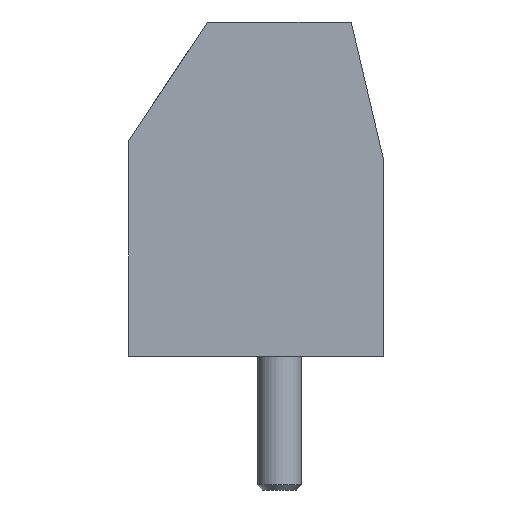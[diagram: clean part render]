
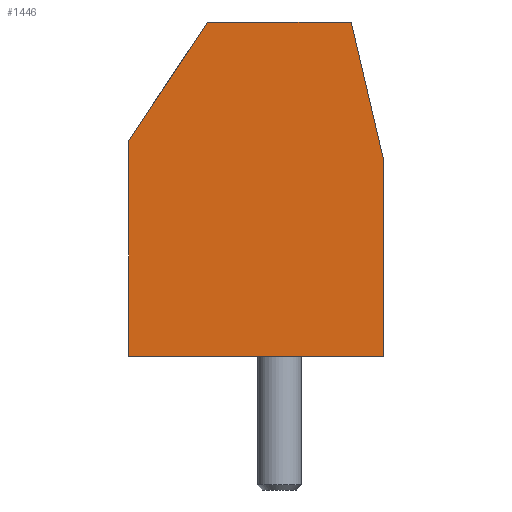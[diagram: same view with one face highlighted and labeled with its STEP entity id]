
A CAD part, left-side view. The second image highlights one B-rep face of the part: STEP entity #1446.
In plain terms, the highlighted planar face has unit normal (-1, 0, 0).
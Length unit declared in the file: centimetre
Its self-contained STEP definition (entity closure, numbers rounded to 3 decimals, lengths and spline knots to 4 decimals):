
#159=VECTOR('',#2164,1.);
#245=VECTOR('',#2387,1.);
#250=VECTOR('',#2399,1.);
#251=VECTOR('',#2401,1.);
#252=VECTOR('',#2402,1.);
#253=VECTOR('',#2403,1.);
#267=LINE('',#1629,#159);
#353=LINE('',#2066,#245);
#358=LINE('',#2082,#250);
#359=LINE('',#2084,#251);
#360=LINE('',#2085,#252);
#361=LINE('',#2087,#253);
#415=PLANE('',#1578);
#462=VERTEX_POINT('',#1630);
#463=VERTEX_POINT('',#1631);
#554=VERTEX_POINT('',#2064);
#556=VERTEX_POINT('',#2067);
#562=VERTEX_POINT('',#2081);
#563=VERTEX_POINT('',#2086);
#625=EDGE_CURVE('',#462,#463,#267,.T.);
#756=EDGE_CURVE('',#556,#554,#353,.T.);
#764=EDGE_CURVE('',#562,#554,#358,.T.);
#765=EDGE_CURVE('',#462,#562,#359,.T.);
#766=EDGE_CURVE('',#463,#563,#360,.T.);
#767=EDGE_CURVE('',#556,#563,#361,.T.);
#1045=ORIENTED_EDGE('',*,*,#764,.F.);
#1046=ORIENTED_EDGE('',*,*,#765,.F.);
#1047=ORIENTED_EDGE('',*,*,#625,.T.);
#1048=ORIENTED_EDGE('',*,*,#766,.T.);
#1049=ORIENTED_EDGE('',*,*,#767,.F.);
#1050=ORIENTED_EDGE('',*,*,#756,.T.);
#1219=EDGE_LOOP('',(#1045,#1046,#1047,#1048,#1049,#1050));
#1347=FACE_BOUND('',#1219,.T.);
#1446=ADVANCED_FACE('',(#1347),#415,.T.);
#1578=AXIS2_PLACEMENT_3D('',#2083,#2400,$);
#1629=CARTESIAN_POINT('',(-0.75,0.38,0.));
#1630=CARTESIAN_POINT('',(-0.75,0.38,0.));
#1631=CARTESIAN_POINT('',(-0.75,-0.38,0.));
#2064=CARTESIAN_POINT('',(-0.75,0.145,1.));
#2066=CARTESIAN_POINT('',(-0.75,0.38,1.));
#2067=CARTESIAN_POINT('',(-0.75,-0.285,1.));
#2081=CARTESIAN_POINT('',(-0.75,0.38,0.645));
#2082=CARTESIAN_POINT('',(-0.75,0.4118,0.597));
#2083=CARTESIAN_POINT('',(-0.75,0.,0.));
#2084=CARTESIAN_POINT('',(-0.75,0.38,0.));
#2085=CARTESIAN_POINT('',(-0.75,-0.38,0.));
#2086=CARTESIAN_POINT('',(-0.75,-0.38,0.595));
#2087=CARTESIAN_POINT('',(-0.75,-0.4125,0.4565));
#2164=DIRECTION('',(0.,-1.,0.));
#2387=DIRECTION('',(0.,1.,0.));
#2399=DIRECTION('',(0.,-0.552,0.834));
#2400=DIRECTION('',(-1.,0.,0.));
#2401=DIRECTION('',(0.,0.,1.));
#2402=DIRECTION('',(0.,0.,1.));
#2403=DIRECTION('',(0.,-0.228,-0.974));
